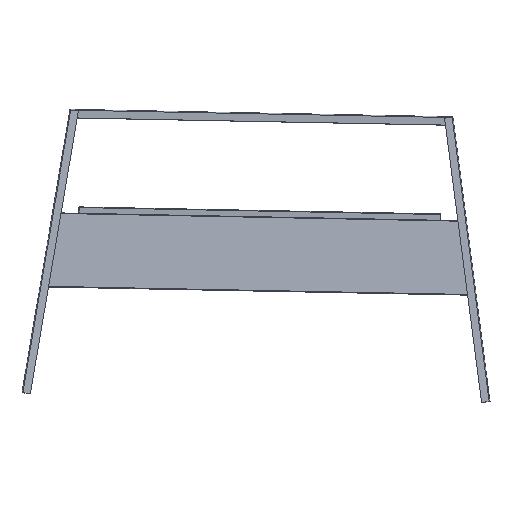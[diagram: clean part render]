
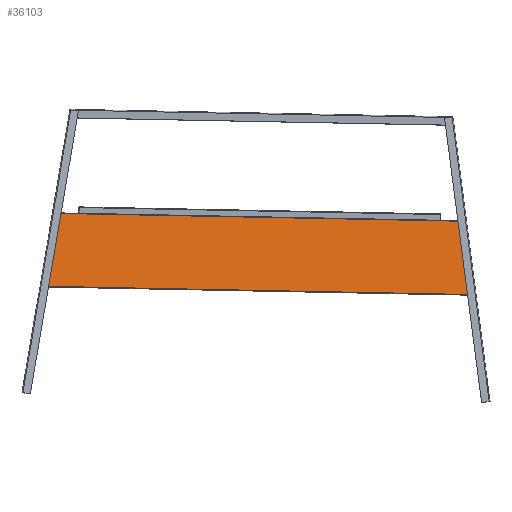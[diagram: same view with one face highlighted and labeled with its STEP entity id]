
A CAD part, top view. The second image highlights one B-rep face of the part: STEP entity #36103.
In plain terms, the highlighted free-form (B-spline) face has degree [1, 1] with [2, 2] control points.
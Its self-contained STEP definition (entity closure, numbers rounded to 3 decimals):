
#35851 = VERTEX_POINT('',#35852);
#35852 = CARTESIAN_POINT('',(51.684,1043.742,
    364.497));
#35858 = EDGE_CURVE('',#35859,#35851,#35861,.T.);
#35859 = VERTEX_POINT('',#35860);
#35860 = CARTESIAN_POINT('',(103.253,625.134,
    412.215));
#35861 = B_SPLINE_CURVE_WITH_KNOTS('',1,(#35862,#35863),.UNSPECIFIED.,
  .F.,.F.,(2,2),(-422.658,-72.948),
  .PIECEWISE_BEZIER_KNOTS.);
#35862 = CARTESIAN_POINT('',(103.253,625.134,
    412.215));
#35863 = CARTESIAN_POINT('',(51.684,1043.742,
    364.497));
#35903 = VERTEX_POINT('',#35904);
#35904 = CARTESIAN_POINT('',(-2322.655,672.014,
    412.215));
#35910 = EDGE_CURVE('',#35911,#35903,#35913,.T.);
#35911 = VERTEX_POINT('',#35912);
#35912 = CARTESIAN_POINT('',(-2254.951,1088.317,
    364.497));
#35913 = B_SPLINE_CURVE_WITH_KNOTS('',1,(#35914,#35915),.UNSPECIFIED.,
  .F.,.F.,(2,2),(-102.708,247.002),
  .PIECEWISE_BEZIER_KNOTS.);
#35914 = CARTESIAN_POINT('',(-2254.951,1088.317,
    364.497));
#35915 = CARTESIAN_POINT('',(-2322.655,672.014,
    412.215));
#36086 = EDGE_CURVE('',#35859,#35903,#36087,.T.);
#36087 = B_SPLINE_CURVE_WITH_KNOTS('',1,(#36088,#36089),.UNSPECIFIED.,
  .F.,.F.,(2,2),(-999.523,999.523),
  .PIECEWISE_BEZIER_KNOTS.);
#36088 = CARTESIAN_POINT('',(103.253,625.134,
    412.215));
#36089 = CARTESIAN_POINT('',(-2322.655,672.014,
    412.215));
#36103 = ADVANCED_FACE('',(#36104),#36114,.F.);
#36104 = FACE_BOUND('',#36105,.T.);
#36105 = EDGE_LOOP('',(#36106,#36107,#36112,#36113));
#36106 = ORIENTED_EDGE('',*,*,#35858,.T.);
#36107 = ORIENTED_EDGE('',*,*,#36108,.T.);
#36108 = EDGE_CURVE('',#35851,#35911,#36109,.T.);
#36109 = B_SPLINE_CURVE_WITH_KNOTS('',1,(#36110,#36111),.UNSPECIFIED.,
  .F.,.F.,(2,2),(-950.38,950.38),
  .PIECEWISE_BEZIER_KNOTS.);
#36110 = CARTESIAN_POINT('',(51.684,1043.742,
    364.497));
#36111 = CARTESIAN_POINT('',(-2254.951,1088.317,
    364.497));
#36112 = ORIENTED_EDGE('',*,*,#35910,.T.);
#36113 = ORIENTED_EDGE('',*,*,#36086,.F.);
#36114 = B_SPLINE_SURFACE_WITH_KNOTS('',1,1,(
    (#36115,#36116)
    ,(#36117,#36118
    )),.UNSPECIFIED.,.F.,.F.,.F.,(2,2),(2,2),(-999.523,
    999.523),(-24.326,321.913),
  .PIECEWISE_BEZIER_KNOTS.);
#36115 = CARTESIAN_POINT('',(-2314.588,1089.469,
    364.497));
#36116 = CARTESIAN_POINT('',(-2322.655,672.014,
    412.215));
#36117 = CARTESIAN_POINT('',(111.32,1042.59,
    364.497));
#36118 = CARTESIAN_POINT('',(103.253,625.134,
    412.215));
